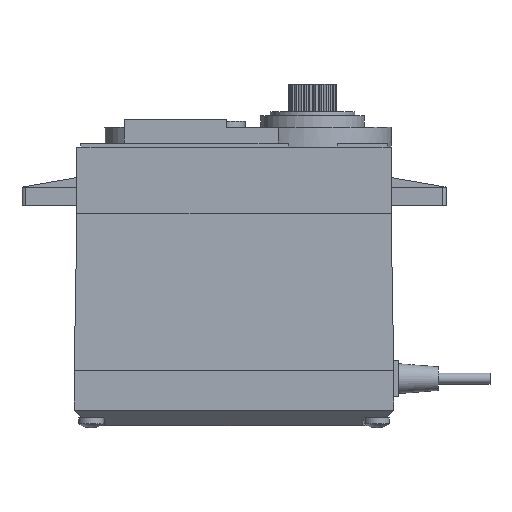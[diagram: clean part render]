
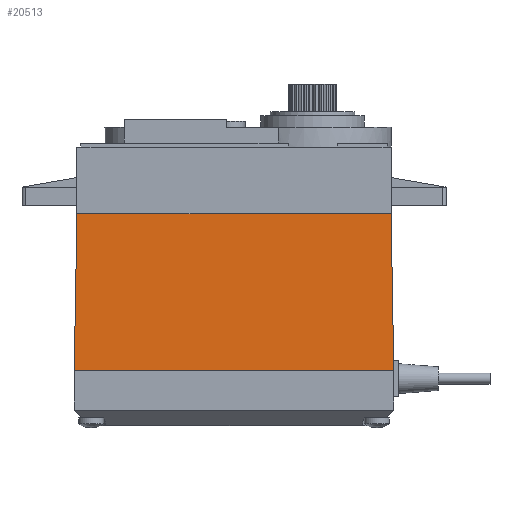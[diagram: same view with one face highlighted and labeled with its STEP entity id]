
A CAD part, front view. The second image highlights one B-rep face of the part: STEP entity #20513.
In plain terms, the highlighted free-form (B-spline) face has degree [1, 1] with [2, 2] control points.
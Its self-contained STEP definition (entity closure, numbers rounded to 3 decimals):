
#318 = EDGE_LOOP ( 'NONE', ( #13964, #6242, #26096, #17572 ) ) ;
#2083 = EDGE_CURVE ( 'NONE', #21896, #13063, #20315, .T. ) ;
#2095 = CARTESIAN_POINT ( 'NONE',  ( -30., -9.9, -1. ) ) ;
#2847 = VERTEX_POINT ( 'NONE', #14729 ) ;
#4482 = CARTESIAN_POINT ( 'NONE',  ( 10.349, -10.249, -21. ) ) ;
#6242 = ORIENTED_EDGE ( 'NONE', *, *, #18479, .T. ) ;
#7726 = CARTESIAN_POINT ( 'NONE',  ( 10.349, -10.249, -21. ) ) ;
#8178 = CARTESIAN_POINT ( 'NONE',  ( 10., -9.9, -1. ) ) ;
#8435 = VERTEX_POINT ( 'NONE', #30541 ) ;
#10633 = CARTESIAN_POINT ( 'NONE',  ( 10., -9.9, -1. ) ) ;
#11023 = CARTESIAN_POINT ( 'NONE',  ( 10.349, -10.249, -21. ) ) ;
#13063 = VERTEX_POINT ( 'NONE', #11023 ) ;
#13964 = ORIENTED_EDGE ( 'NONE', *, *, #14998, .T. ) ;
#14120 = CARTESIAN_POINT ( 'NONE',  ( 10., -10.249, -21. ) ) ;
#14676 = CARTESIAN_POINT ( 'NONE',  ( -30., -9.9, -1. ) ) ;
#14729 = CARTESIAN_POINT ( 'NONE',  ( -30.349, -10.249, -21. ) ) ;
#14998 = EDGE_CURVE ( 'NONE', #21896, #8435, #20432, .T. ) ;
#15189 = B_SPLINE_CURVE_WITH_KNOTS ( 'NONE', 1,
 ( #2095, #29174 ),
 .UNSPECIFIED., .F., .F.,
 ( 2, 2 ),
 ( 0., 1. ),
 .UNSPECIFIED. ) ;
#17515 = CARTESIAN_POINT ( 'NONE',  ( -30.349, -10.249, -21. ) ) ;
#17572 = ORIENTED_EDGE ( 'NONE', *, *, #2083, .F. ) ;
#18479 = EDGE_CURVE ( 'NONE', #8435, #2847, #15189, .T. ) ;
#20183 = FACE_OUTER_BOUND ( 'NONE', #318, .T. ) ;
#20315 = B_SPLINE_CURVE_WITH_KNOTS ( 'NONE', 1,
 ( #23334, #4482 ),
 .UNSPECIFIED., .F., .F.,
 ( 2, 2 ),
 ( 0., 1. ),
 .UNSPECIFIED. ) ;
#20432 = LINE ( 'NONE', #10633, #26128 ) ;
#20513 = ADVANCED_FACE ( 'NONE', ( #20183 ), #27396, .T. ) ;
#21896 = VERTEX_POINT ( 'NONE', #25588 ) ;
#22522 = EDGE_CURVE ( 'NONE', #13063, #2847, #24114, .T. ) ;
#23334 = CARTESIAN_POINT ( 'NONE',  ( 10., -9.9, -1. ) ) ;
#23357 = VECTOR ( 'NONE', #23636, 1000. ) ;
#23636 = DIRECTION ( 'NONE',  ( -1., 0., 0. ) ) ;
#24114 = LINE ( 'NONE', #14120, #23357 ) ;
#25369 = DIRECTION ( 'NONE',  ( -1., 0., 0. ) ) ;
#25588 = CARTESIAN_POINT ( 'NONE',  ( 10., -9.9, -1. ) ) ;
#26096 = ORIENTED_EDGE ( 'NONE', *, *, #22522, .F. ) ;
#26128 = VECTOR ( 'NONE', #25369, 1000. ) ;
#27396 = B_SPLINE_SURFACE_WITH_KNOTS ( 'NONE', 1, 1, ( 
 ( #8178, #7726 ),
 ( #14676, #17515 ) ),
 .UNSPECIFIED., .F., .F., .F.,
 ( 2, 2 ),
 ( 2, 2 ),
 ( -0.349, 40.349 ),
 ( 0., 1. ),
 .UNSPECIFIED. ) ;
#29174 = CARTESIAN_POINT ( 'NONE',  ( -30.349, -10.249, -21. ) ) ;
#30541 = CARTESIAN_POINT ( 'NONE',  ( -30., -9.9, -1. ) ) ;
